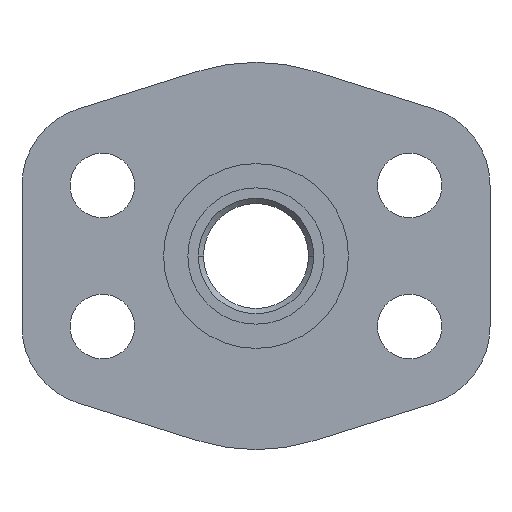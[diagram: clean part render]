
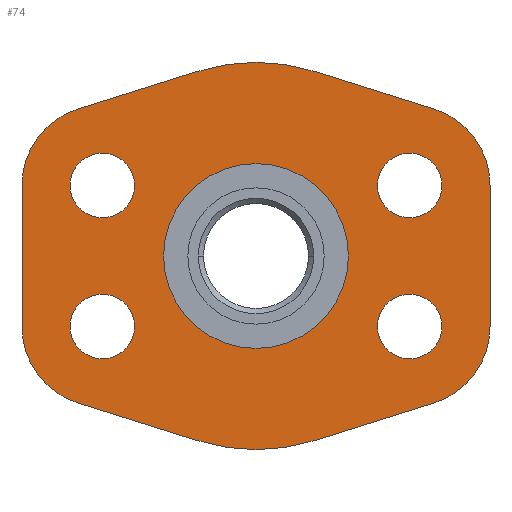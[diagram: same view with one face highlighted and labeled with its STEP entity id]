
A CAD part, front view. The second image highlights one B-rep face of the part: STEP entity #74.
In plain terms, the highlighted planar face has unit normal (0, -1, 0).
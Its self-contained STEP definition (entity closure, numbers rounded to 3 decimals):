
#74=ADVANCED_FACE('',(#156,#157,#158,#159,#160,#161),#162,.F.);
#156=FACE_BOUND('',#262,.T.);
#157=FACE_OUTER_BOUND('',#263,.T.);
#158=FACE_BOUND('',#264,.T.);
#159=FACE_BOUND('',#265,.T.);
#160=FACE_BOUND('',#266,.T.);
#161=FACE_BOUND('',#267,.T.);
#162=PLANE('',#268);
#262=EDGE_LOOP('',(#535,#536));
#263=EDGE_LOOP('',(#537,#538,#539,#540,#541,#542,#543,#544,#545,#546,#547,#548));
#264=EDGE_LOOP('',(#549,#550));
#265=EDGE_LOOP('',(#551,#552));
#266=EDGE_LOOP('',(#553,#554));
#267=EDGE_LOOP('',(#555,#556));
#268=AXIS2_PLACEMENT_3D('',#557,#558,#559);
#535=ORIENTED_EDGE('',*,*,#734,.T.);
#536=ORIENTED_EDGE('',*,*,#733,.T.);
#537=ORIENTED_EDGE('',*,*,#769,.F.);
#538=ORIENTED_EDGE('',*,*,#770,.F.);
#539=ORIENTED_EDGE('',*,*,#771,.F.);
#540=ORIENTED_EDGE('',*,*,#772,.F.);
#541=ORIENTED_EDGE('',*,*,#773,.T.);
#542=ORIENTED_EDGE('',*,*,#774,.F.);
#543=ORIENTED_EDGE('',*,*,#775,.T.);
#544=ORIENTED_EDGE('',*,*,#776,.F.);
#545=ORIENTED_EDGE('',*,*,#777,.F.);
#546=ORIENTED_EDGE('',*,*,#778,.F.);
#547=ORIENTED_EDGE('',*,*,#779,.T.);
#548=ORIENTED_EDGE('',*,*,#780,.F.);
#549=ORIENTED_EDGE('',*,*,#755,.T.);
#550=ORIENTED_EDGE('',*,*,#693,.T.);
#551=ORIENTED_EDGE('',*,*,#753,.T.);
#552=ORIENTED_EDGE('',*,*,#697,.T.);
#553=ORIENTED_EDGE('',*,*,#751,.T.);
#554=ORIENTED_EDGE('',*,*,#701,.T.);
#555=ORIENTED_EDGE('',*,*,#749,.T.);
#556=ORIENTED_EDGE('',*,*,#705,.T.);
#557=CARTESIAN_POINT('',(0.,0.,0.));
#558=DIRECTION('',(-0.0,1.0,0.));
#559=DIRECTION('',(1.0,0.0,0.0));
#693=EDGE_CURVE('',#819,#823,#825,.T.);
#697=EDGE_CURVE('',#827,#831,#833,.T.);
#701=EDGE_CURVE('',#835,#839,#841,.T.);
#705=EDGE_CURVE('',#843,#847,#849,.T.);
#733=EDGE_CURVE('',#897,#901,#903,.T.);
#734=EDGE_CURVE('',#901,#897,#904,.T.);
#749=EDGE_CURVE('',#847,#843,#921,.T.);
#751=EDGE_CURVE('',#839,#835,#923,.T.);
#753=EDGE_CURVE('',#831,#827,#925,.T.);
#755=EDGE_CURVE('',#823,#819,#927,.T.);
#769=EDGE_CURVE('',#953,#954,#955,.T.);
#770=EDGE_CURVE('',#956,#953,#957,.T.);
#771=EDGE_CURVE('',#958,#956,#959,.T.);
#772=EDGE_CURVE('',#960,#958,#961,.T.);
#773=EDGE_CURVE('',#960,#962,#963,.T.);
#774=EDGE_CURVE('',#964,#962,#965,.T.);
#775=EDGE_CURVE('',#964,#966,#967,.T.);
#776=EDGE_CURVE('',#968,#966,#969,.T.);
#777=EDGE_CURVE('',#970,#968,#971,.T.);
#778=EDGE_CURVE('',#972,#970,#973,.T.);
#779=EDGE_CURVE('',#972,#974,#975,.T.);
#780=EDGE_CURVE('',#954,#974,#976,.T.);
#819=VERTEX_POINT('',#1021);
#823=VERTEX_POINT('',#1026);
#825=CIRCLE('',#1029,4.0);
#827=VERTEX_POINT('',#1031);
#831=VERTEX_POINT('',#1036);
#833=CIRCLE('',#1039,4.0);
#835=VERTEX_POINT('',#1041);
#839=VERTEX_POINT('',#1046);
#841=CIRCLE('',#1049,4.0);
#843=VERTEX_POINT('',#1051);
#847=VERTEX_POINT('',#1056);
#849=CIRCLE('',#1059,4.0);
#897=VERTEX_POINT('',#1361);
#901=VERTEX_POINT('',#1366);
#903=CIRCLE('',#1369,11.45);
#904=CIRCLE('',#1370,11.45);
#921=CIRCLE('',#1469,4.0);
#923=CIRCLE('',#1471,4.0);
#925=CIRCLE('',#1473,4.0);
#927=CIRCLE('',#1475,4.0);
#953=VERTEX_POINT('',#1507);
#954=VERTEX_POINT('',#1508);
#955=LINE('',#1509,#1510);
#956=VERTEX_POINT('',#1511);
#957=CIRCLE('',#1512,9.95);
#958=VERTEX_POINT('',#1513);
#959=LINE('',#1514,#1515);
#960=VERTEX_POINT('',#1516);
#961=CIRCLE('',#1517,24.0);
#962=VERTEX_POINT('',#1518);
#963=LINE('',#1519,#1520);
#964=VERTEX_POINT('',#1521);
#965=CIRCLE('',#1522,9.95);
#966=VERTEX_POINT('',#1523);
#967=LINE('',#1524,#1525);
#968=VERTEX_POINT('',#1526);
#969=CIRCLE('',#1527,9.95);
#970=VERTEX_POINT('',#1528);
#971=LINE('',#1529,#1530);
#972=VERTEX_POINT('',#1531);
#973=CIRCLE('',#1532,24.0);
#974=VERTEX_POINT('',#1533);
#975=LINE('',#1534,#1535);
#976=CIRCLE('',#1536,9.95);
#1021=CARTESIAN_POINT('',(-15.05,0.0,-8.74));
#1026=CARTESIAN_POINT('',(-23.05,0.,-8.74));
#1029=AXIS2_PLACEMENT_3D('',#1591,#1592,#1593);
#1031=CARTESIAN_POINT('',(23.05,0.0,-8.74));
#1036=CARTESIAN_POINT('',(15.05,0.,-8.74));
#1039=AXIS2_PLACEMENT_3D('',#1599,#1600,#1601);
#1041=CARTESIAN_POINT('',(-15.05,0.0,8.74));
#1046=CARTESIAN_POINT('',(-23.05,0.,8.74));
#1049=AXIS2_PLACEMENT_3D('',#1607,#1608,#1609);
#1051=CARTESIAN_POINT('',(23.05,0.0,8.74));
#1056=CARTESIAN_POINT('',(15.05,0.,8.74));
#1059=AXIS2_PLACEMENT_3D('',#1615,#1616,#1617);
#1361=CARTESIAN_POINT('',(-11.45,0.,0.));
#1366=CARTESIAN_POINT('',(11.45,0.,0.));
#1369=AXIS2_PLACEMENT_3D('',#1661,#1662,#1663);
#1370=AXIS2_PLACEMENT_3D('',#1664,#1665,#1666);
#1469=AXIS2_PLACEMENT_3D('',#1703,#1704,#1705);
#1471=AXIS2_PLACEMENT_3D('',#1709,#1710,#1711);
#1473=AXIS2_PLACEMENT_3D('',#1715,#1716,#1717);
#1475=AXIS2_PLACEMENT_3D('',#1721,#1722,#1723);
#1507=CARTESIAN_POINT('',(29.0,0.,8.74));
#1508=CARTESIAN_POINT('',(29.0,0.,-8.74));
#1509=CARTESIAN_POINT('',(29.0,0.,8.74));
#1510=VECTOR('',#1751,1.0);
#1511=CARTESIAN_POINT('',(22.034,0.,18.232));
#1512=AXIS2_PLACEMENT_3D('',#1752,#1753,#1754);
#1513=CARTESIAN_POINT('',(7.196,0.,22.896));
#1514=CARTESIAN_POINT('',(7.196,0.,22.896));
#1515=VECTOR('',#1755,1.0);
#1516=CARTESIAN_POINT('',(-7.196,0.,22.896));
#1517=AXIS2_PLACEMENT_3D('',#1756,#1757,#1758);
#1518=CARTESIAN_POINT('',(-22.034,0.,18.232));
#1519=CARTESIAN_POINT('',(-7.196,0.,22.896));
#1520=VECTOR('',#1759,1.0);
#1521=CARTESIAN_POINT('',(-29.0,0.,8.74));
#1522=AXIS2_PLACEMENT_3D('',#1760,#1761,#1762);
#1523=CARTESIAN_POINT('',(-29.0,0.,-8.74));
#1524=CARTESIAN_POINT('',(-29.0,0.,8.74));
#1525=VECTOR('',#1763,1.0);
#1526=CARTESIAN_POINT('',(-22.034,0.,-18.232));
#1527=AXIS2_PLACEMENT_3D('',#1764,#1765,#1766);
#1528=CARTESIAN_POINT('',(-7.196,0.,-22.896));
#1529=CARTESIAN_POINT('',(-7.196,0.,-22.896));
#1530=VECTOR('',#1767,1.0);
#1531=CARTESIAN_POINT('',(7.196,0.,-22.896));
#1532=AXIS2_PLACEMENT_3D('',#1768,#1769,#1770);
#1533=CARTESIAN_POINT('',(22.034,0.,-18.232));
#1534=CARTESIAN_POINT('',(7.196,0.,-22.896));
#1535=VECTOR('',#1771,1.0);
#1536=AXIS2_PLACEMENT_3D('',#1772,#1773,#1774);
#1591=CARTESIAN_POINT('',(-19.05,0.0,-8.74));
#1592=DIRECTION('',(-0.0,1.0,0.));
#1593=DIRECTION('',(1.0,0.0,0.0));
#1599=CARTESIAN_POINT('',(19.05,0.0,-8.74));
#1600=DIRECTION('',(-0.0,1.0,0.));
#1601=DIRECTION('',(1.0,0.0,0.0));
#1607=CARTESIAN_POINT('',(-19.05,0.0,8.74));
#1608=DIRECTION('',(-0.0,1.0,0.));
#1609=DIRECTION('',(1.0,0.0,0.0));
#1615=CARTESIAN_POINT('',(19.05,0.0,8.74));
#1616=DIRECTION('',(-0.0,1.0,0.));
#1617=DIRECTION('',(1.0,0.0,0.0));
#1661=CARTESIAN_POINT('',(0.0,0.0,0.0));
#1662=DIRECTION('',(0.0,1.0,0.));
#1663=DIRECTION('',(-1.0,0.0,0.0));
#1664=CARTESIAN_POINT('',(0.0,0.0,0.0));
#1665=DIRECTION('',(0.0,1.0,0.));
#1666=DIRECTION('',(-1.0,0.0,0.0));
#1703=CARTESIAN_POINT('',(19.05,0.0,8.74));
#1704=DIRECTION('',(-0.0,1.0,0.));
#1705=DIRECTION('',(1.0,0.0,0.0));
#1709=CARTESIAN_POINT('',(-19.05,0.0,8.74));
#1710=DIRECTION('',(-0.0,1.0,0.));
#1711=DIRECTION('',(1.0,0.0,0.0));
#1715=CARTESIAN_POINT('',(19.05,0.0,-8.74));
#1716=DIRECTION('',(-0.0,1.0,0.));
#1717=DIRECTION('',(1.0,0.0,0.0));
#1721=CARTESIAN_POINT('',(-19.05,0.0,-8.74));
#1722=DIRECTION('',(-0.0,1.0,0.));
#1723=DIRECTION('',(1.0,0.0,0.0));
#1751=DIRECTION('',(0.0,0.,-1.0));
#1752=CARTESIAN_POINT('',(19.05,0.,8.74));
#1753=DIRECTION('',(-0.0,1.0,0.));
#1754=DIRECTION('',(1.0,0.0,0.0));
#1755=DIRECTION('',(0.954,0.,-0.3));
#1756=CARTESIAN_POINT('',(0.0,0.0,0.0));
#1757=DIRECTION('',(-0.0,1.0,0.));
#1758=DIRECTION('',(1.0,0.0,0.0));
#1759=DIRECTION('',(-0.954,0.,-0.3));
#1760=CARTESIAN_POINT('',(-19.05,0.,8.74));
#1761=DIRECTION('',(-0.0,1.0,0.));
#1762=DIRECTION('',(1.0,0.0,0.0));
#1763=DIRECTION('',(0.0,0.,-1.0));
#1764=CARTESIAN_POINT('',(-19.05,0.,-8.74));
#1765=DIRECTION('',(-0.0,1.0,0.));
#1766=DIRECTION('',(1.0,0.0,0.0));
#1767=DIRECTION('',(-0.954,0.,0.3));
#1768=CARTESIAN_POINT('',(0.0,0.0,0.0));
#1769=DIRECTION('',(-0.0,1.0,0.));
#1770=DIRECTION('',(1.0,0.0,0.0));
#1771=DIRECTION('',(0.954,0.,0.3));
#1772=CARTESIAN_POINT('',(19.05,0.,-8.74));
#1773=DIRECTION('',(-0.0,1.0,0.));
#1774=DIRECTION('',(1.0,0.0,0.0));
